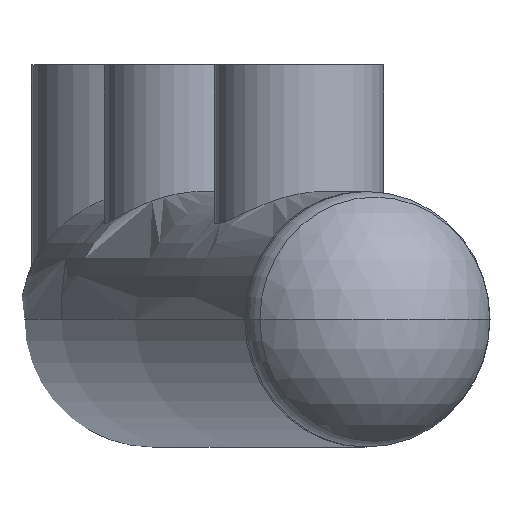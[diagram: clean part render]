
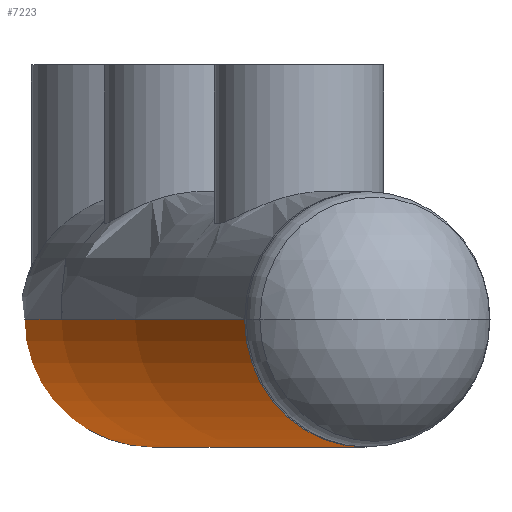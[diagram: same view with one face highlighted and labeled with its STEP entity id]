
A CAD part, left-side view. The second image highlights one B-rep face of the part: STEP entity #7223.
In plain terms, the highlighted toroidal (fillet/blend) face has major radius 869.85 mm and minor radius 30.15 mm.
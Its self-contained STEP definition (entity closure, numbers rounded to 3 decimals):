
#1119 = VERTEX_POINT ( 'NONE', #6582 ) ;
#1504 = CARTESIAN_POINT ( 'NONE',  ( -304.281, 847.002, 0. ) ) ;
#1644 = DIRECTION ( 'NONE',  ( 1., 0., 0. ) ) ;
#1851 = EDGE_CURVE ( 'NONE', #1119, #6906, #13789, .T. ) ;
#2091 = CIRCLE ( 'NONE', #21112, 839.7 ) ;
#2610 = CARTESIAN_POINT ( 'NONE',  ( 294.088, 818.628, 0. ) ) ;
#2915 = ORIENTED_EDGE ( 'NONE', *, *, #4316, .F. ) ;
#3329 = CARTESIAN_POINT ( 'NONE',  ( 0., 0., 0. ) ) ;
#4316 = EDGE_CURVE ( 'NONE', #1119, #17406, #19373, .T. ) ;
#4541 = DIRECTION ( 'NONE',  ( -0.338, -0.941, 0. ) ) ;
#5339 = FACE_OUTER_BOUND ( 'NONE', #23087, .T. ) ;
#5381 = CARTESIAN_POINT ( 'NONE',  ( 0., 0., 0. ) ) ;
#5543 = DIRECTION ( 'NONE',  ( 1., 0., 0. ) ) ;
#5912 = TOROIDAL_SURFACE ( 'NONE', #14112, 869.85, 30.15 ) ;
#6016 = ORIENTED_EDGE ( 'NONE', *, *, #12956, .F. ) ;
#6582 = CARTESIAN_POINT ( 'NONE',  ( 304.281, 847.002, 0. ) ) ;
#6702 = CARTESIAN_POINT ( 'NONE',  ( -283.894, 790.253, 0. ) ) ;
#6906 = VERTEX_POINT ( 'NONE', #9945 ) ;
#6948 = ORIENTED_EDGE ( 'NONE', *, *, #1851, .T. ) ;
#7223 = ADVANCED_FACE ( 'NONE', ( #5339 ), #5912, .T. ) ;
#8810 = CARTESIAN_POINT ( 'NONE',  ( 0., 0., 0. ) ) ;
#9945 = CARTESIAN_POINT ( 'NONE',  ( 283.894, 790.253, 0. ) ) ;
#10112 = DIRECTION ( 'NONE',  ( -0.941, -0.338, 0. ) ) ;
#10278 = EDGE_CURVE ( 'NONE', #6906, #17263, #2091, .T. ) ;
#12956 = EDGE_CURVE ( 'NONE', #17406, #17263, #14166, .T. ) ;
#13789 = CIRCLE ( 'NONE', #21130, 30.15 ) ;
#14112 = AXIS2_PLACEMENT_3D ( 'NONE', #5381, #23511, #1644 ) ;
#14166 = CIRCLE ( 'NONE', #19048, 30.15 ) ;
#15376 = DIRECTION ( 'NONE',  ( -0.941, 0.338, 0. ) ) ;
#15848 = DIRECTION ( 'NONE',  ( 0., 0., 1. ) ) ;
#17263 = VERTEX_POINT ( 'NONE', #6702 ) ;
#17406 = VERTEX_POINT ( 'NONE', #1504 ) ;
#17684 = DIRECTION ( 'NONE',  ( 1., 0., 0. ) ) ;
#17909 = DIRECTION ( 'NONE',  ( 0., 0., 1. ) ) ;
#18898 = ORIENTED_EDGE ( 'NONE', *, *, #10278, .T. ) ;
#19048 = AXIS2_PLACEMENT_3D ( 'NONE', #20907, #10112, #22722 ) ;
#19373 = CIRCLE ( 'NONE', #20269, 900. ) ;
#20269 = AXIS2_PLACEMENT_3D ( 'NONE', #8810, #15848, #5543 ) ;
#20907 = CARTESIAN_POINT ( 'NONE',  ( -294.088, 818.628, 0. ) ) ;
#21112 = AXIS2_PLACEMENT_3D ( 'NONE', #3329, #17909, #17684 ) ;
#21130 = AXIS2_PLACEMENT_3D ( 'NONE', #2610, #15376, #4541 ) ;
#22722 = DIRECTION ( 'NONE',  ( 0.338, -0.941, 0. ) ) ;
#23087 = EDGE_LOOP ( 'NONE', ( #2915, #6948, #18898, #6016 ) ) ;
#23511 = DIRECTION ( 'NONE',  ( 0., 0., 1. ) ) ;
